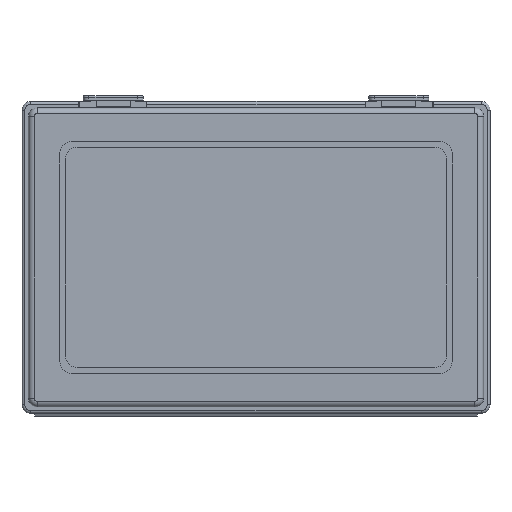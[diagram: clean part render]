
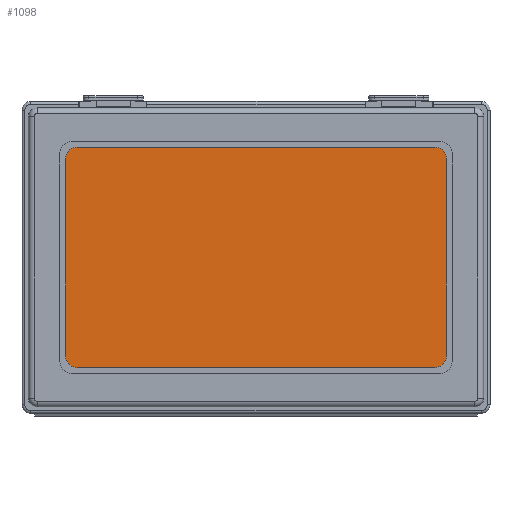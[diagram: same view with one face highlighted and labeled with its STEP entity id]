
A CAD part, front view. The second image highlights one B-rep face of the part: STEP entity #1098.
In plain terms, the highlighted planar face has unit normal (0, -1, 0).
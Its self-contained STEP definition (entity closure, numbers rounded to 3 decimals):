
#8 = VERTEX_POINT ( 'NONE', #517 ) ;
#39 = AXIS2_PLACEMENT_3D ( 'NONE', #3759, #6303, #6341 ) ;
#430 = ORIENTED_EDGE ( 'NONE', *, *, #7011, .T. ) ;
#517 = CARTESIAN_POINT ( 'NONE',  ( -62.5, 0., 38.5 ) ) ;
#532 = VERTEX_POINT ( 'NONE', #4507 ) ;
#545 = AXIS2_PLACEMENT_3D ( 'NONE', #2833, #7751, #3513 ) ;
#723 = DIRECTION ( 'NONE',  ( 1., 0., 0. ) ) ;
#736 = VECTOR ( 'NONE', #2338, 1000. ) ;
#742 = VECTOR ( 'NONE', #723, 1000. ) ;
#759 = CARTESIAN_POINT ( 'NONE',  ( -66.5, 0., 38.5 ) ) ;
#808 = DIRECTION ( 'NONE',  ( 0., 0., 1. ) ) ;
#895 = CARTESIAN_POINT ( 'NONE',  ( 66.5, 0., -34.5 ) ) ;
#911 = ORIENTED_EDGE ( 'NONE', *, *, #7483, .T. ) ;
#966 = CARTESIAN_POINT ( 'NONE',  ( 66.5, 0., 38.5 ) ) ;
#970 = FACE_OUTER_BOUND ( 'NONE', #2564, .T. ) ;
#1004 = VERTEX_POINT ( 'NONE', #6428 ) ;
#1052 = PLANE ( 'NONE',  #545 ) ;
#1098 = ADVANCED_FACE ( 'NONE', ( #970 ), #1052, .F. ) ;
#1112 = DIRECTION ( 'NONE',  ( 0., 0., 1. ) ) ;
#1204 = EDGE_CURVE ( 'NONE', #2356, #5665, #6853, .T. ) ;
#1238 = CARTESIAN_POINT ( 'NONE',  ( 66.5, 0., 34.5 ) ) ;
#1359 = LINE ( 'NONE', #5625, #1919 ) ;
#1397 = ORIENTED_EDGE ( 'NONE', *, *, #7272, .T. ) ;
#1402 = DIRECTION ( 'NONE',  ( -1., 0., 0. ) ) ;
#1457 = DIRECTION ( 'NONE',  ( 0., 0., 1. ) ) ;
#1568 = ORIENTED_EDGE ( 'NONE', *, *, #7774, .T. ) ;
#1577 = LINE ( 'NONE', #966, #736 ) ;
#1919 = VECTOR ( 'NONE', #1402, 1000. ) ;
#1971 = CARTESIAN_POINT ( 'NONE',  ( -62.5, 0., 34.5 ) ) ;
#2060 = VERTEX_POINT ( 'NONE', #1238 ) ;
#2338 = DIRECTION ( 'NONE',  ( 0., 0., 1. ) ) ;
#2356 = VERTEX_POINT ( 'NONE', #5480 ) ;
#2486 = VERTEX_POINT ( 'NONE', #3207 ) ;
#2538 = CARTESIAN_POINT ( 'NONE',  ( 62.5, 0., 38.5 ) ) ;
#2564 = EDGE_LOOP ( 'NONE', ( #911, #7565, #1397, #2689, #430, #1568, #7808, #4482 ) ) ;
#2689 = ORIENTED_EDGE ( 'NONE', *, *, #1204, .T. ) ;
#2833 = CARTESIAN_POINT ( 'NONE',  ( 0., 0., 0. ) ) ;
#3117 = CIRCLE ( 'NONE', #6820, 4. ) ;
#3162 = CARTESIAN_POINT ( 'NONE',  ( -62.5, 0., -34.5 ) ) ;
#3207 = CARTESIAN_POINT ( 'NONE',  ( -62.5, 0., -38.5 ) ) ;
#3458 = CIRCLE ( 'NONE', #7925, 4. ) ;
#3513 = DIRECTION ( 'NONE',  ( 0., 0., 1. ) ) ;
#3514 = VERTEX_POINT ( 'NONE', #2538 ) ;
#3654 = CARTESIAN_POINT ( 'NONE',  ( 62.5, 0., 34.5 ) ) ;
#3746 = DIRECTION ( 'NONE',  ( 0., 0., -1. ) ) ;
#3759 = CARTESIAN_POINT ( 'NONE',  ( 62.5, 0., -34.5 ) ) ;
#4475 = LINE ( 'NONE', #759, #6536 ) ;
#4482 = ORIENTED_EDGE ( 'NONE', *, *, #6083, .T. ) ;
#4507 = CARTESIAN_POINT ( 'NONE',  ( -66.5, 0., 34.5 ) ) ;
#4771 = DIRECTION ( 'NONE',  ( 0., -1., 0. ) ) ;
#5034 = CARTESIAN_POINT ( 'NONE',  ( -66.5, 0., -38.5 ) ) ;
#5480 = CARTESIAN_POINT ( 'NONE',  ( 62.5, 0., -38.5 ) ) ;
#5625 = CARTESIAN_POINT ( 'NONE',  ( -66.5, 0., 38.5 ) ) ;
#5665 = VERTEX_POINT ( 'NONE', #895 ) ;
#6083 = EDGE_CURVE ( 'NONE', #8, #532, #3117, .T. ) ;
#6216 = DIRECTION ( 'NONE',  ( 0., -1., 0. ) ) ;
#6298 = DIRECTION ( 'NONE',  ( 0., -1., 0. ) ) ;
#6300 = LINE ( 'NONE', #5034, #742 ) ;
#6303 = DIRECTION ( 'NONE',  ( 0., -1., 0. ) ) ;
#6341 = DIRECTION ( 'NONE',  ( 0., 0., 1. ) ) ;
#6428 = CARTESIAN_POINT ( 'NONE',  ( -66.5, 0., -34.5 ) ) ;
#6536 = VECTOR ( 'NONE', #3746, 1000. ) ;
#6793 = AXIS2_PLACEMENT_3D ( 'NONE', #3654, #4771, #1112 ) ;
#6820 = AXIS2_PLACEMENT_3D ( 'NONE', #1971, #6298, #1457 ) ;
#6853 = CIRCLE ( 'NONE', #39, 4. ) ;
#7011 = EDGE_CURVE ( 'NONE', #5665, #2060, #1577, .T. ) ;
#7044 = CIRCLE ( 'NONE', #6793, 4. ) ;
#7225 = EDGE_CURVE ( 'NONE', #1004, #2486, #3458, .T. ) ;
#7272 = EDGE_CURVE ( 'NONE', #2486, #2356, #6300, .T. ) ;
#7483 = EDGE_CURVE ( 'NONE', #532, #1004, #4475, .T. ) ;
#7565 = ORIENTED_EDGE ( 'NONE', *, *, #7225, .T. ) ;
#7751 = DIRECTION ( 'NONE',  ( 0., 1., 0. ) ) ;
#7774 = EDGE_CURVE ( 'NONE', #2060, #3514, #7044, .T. ) ;
#7808 = ORIENTED_EDGE ( 'NONE', *, *, #7927, .T. ) ;
#7925 = AXIS2_PLACEMENT_3D ( 'NONE', #3162, #6216, #808 ) ;
#7927 = EDGE_CURVE ( 'NONE', #3514, #8, #1359, .T. ) ;
